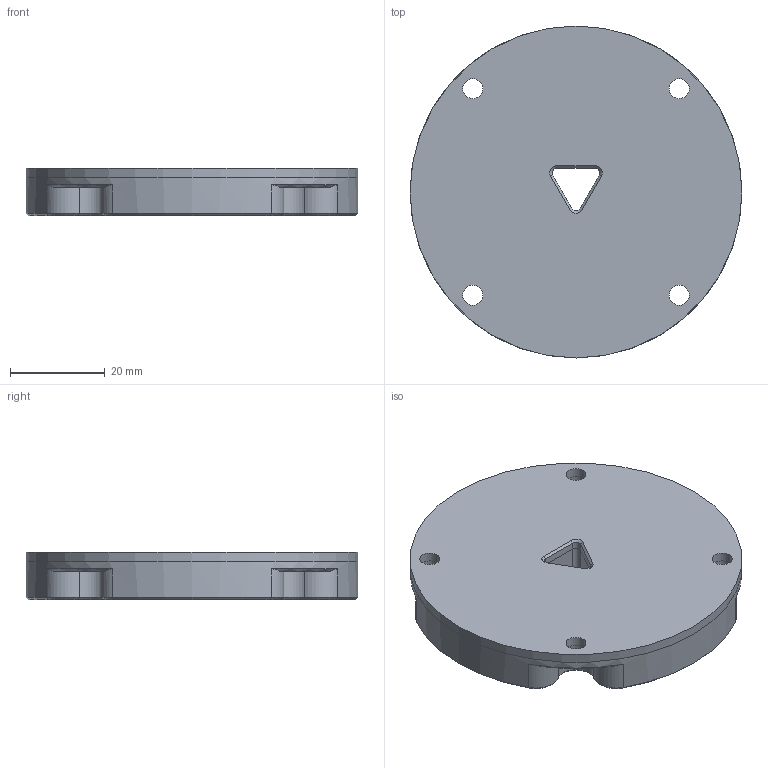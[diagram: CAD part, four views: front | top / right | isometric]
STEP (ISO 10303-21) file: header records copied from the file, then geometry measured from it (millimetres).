
FILE_DESCRIPTION(/* description */ (''),/* implementation_level */ '2;1');
FILE_NAME(/* name */ 'CRS_adapter.step',/* time_stamp */ '2025-09-03T20:20:43+02:00',/* author */ (''),/* organization */ (''),/* preprocessor_version */ 'ST-DEVELOPER v20.1',/* originating_system */ 'Autodesk Translation Framework v14.10.0.0',/* authorisation */ '');
FILE_SCHEMA (('AUTOMOTIVE_DESIGN { 1 0 10303 214 3 1 1 }'));
Length unit declared in the file: millimetre
Products named in the file (3): CRS_adapter; cbase; ccap
Assembly tree (2 placements, depth 2):
  CRS_adapter
    cbase
    ccap
Bounding box: 70 x 70 x 10 mm (x, y, z)
Volume: 35090.4 mm3; surface area: 18248.9 mm2
Topology: 2 solids, 2 shells, 90 faces, 210 edges, 128 vertices
Faces by surface type: cone 34, cylinder 32, plane 24
Full cylindrical faces by diameter (mm): 4.2 x8, 9.8 x2, 10.2 x2, 70 x2
Entity records: 2737 total; most frequent: DIRECTION 498, CARTESIAN_POINT 489, ORIENTED_EDGE 420, EDGE_CURVE 210, AXIS2_PLACEMENT_3D 201, VERTEX_POINT 128, EDGE_LOOP 114, CIRCLE 106
